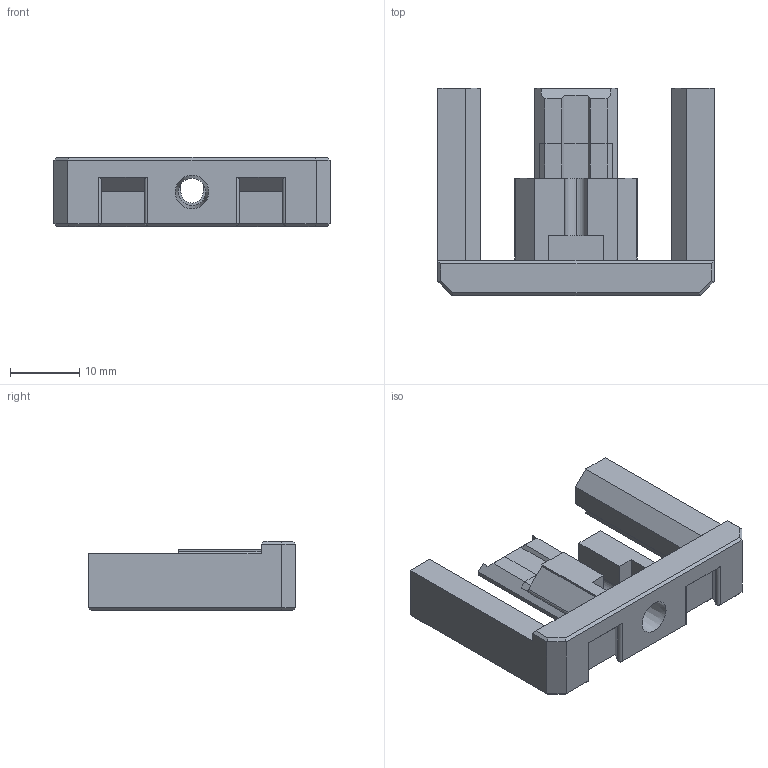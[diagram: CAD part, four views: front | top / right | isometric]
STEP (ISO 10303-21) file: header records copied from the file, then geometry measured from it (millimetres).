
FILE_DESCRIPTION(('FreeCAD Model'),'2;1');
FILE_NAME('Open CASCADE Shape Model','2025-08-15T18:35:11',(''),(''), 'Open CASCADE STEP processor 7.8','FreeCAD','Unknown');
FILE_SCHEMA(('AUTOMOTIVE_DESIGN { 1 0 10303 214 1 1 1 1 }'));
Length unit declared in the file: millimetre
Products named in the file (1): front_arm_slide_(GBP)
Bounding box: 40 x 30 x 10 mm (x, y, z)
Volume: 5314.3 mm3; surface area: 3739.6 mm2
Topology: 1 solids, 1 shells, 106 faces, 272 edges, 164 vertices
Faces by surface type: plane 93, cylinder 8, cone 5
Entity records: 6820 total; most frequent: CARTESIAN_POINT 1328, DIRECTION 1022, LINE 763, VECTOR 763, ORIENTED_EDGE 538, PCURVE 538, DEFINITIONAL_REPRESENTATION 538, EDGE_CURVE 269
